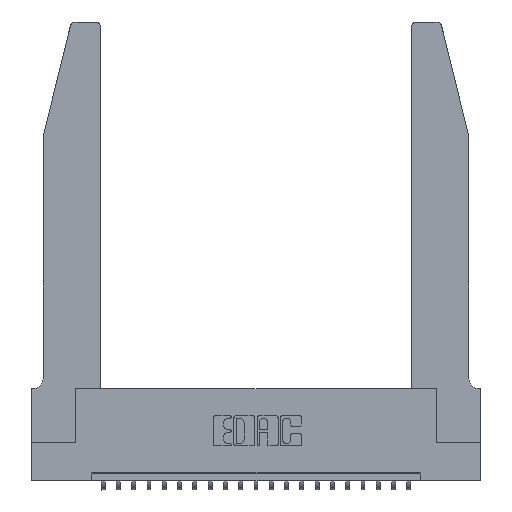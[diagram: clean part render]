
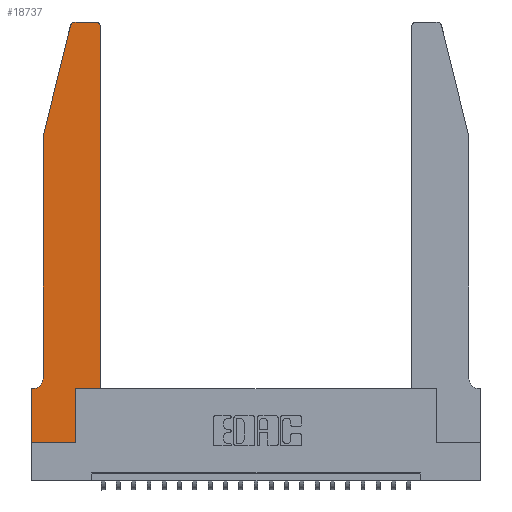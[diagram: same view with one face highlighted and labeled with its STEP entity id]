
A CAD part, top view. The second image highlights one B-rep face of the part: STEP entity #18737.
In plain terms, the highlighted planar face has unit normal (0, 0, 1).
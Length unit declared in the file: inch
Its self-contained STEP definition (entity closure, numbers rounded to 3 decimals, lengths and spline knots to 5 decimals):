
#202 = VERTEX_POINT ( 'NONE', #16525 ) ;
#722 = EDGE_CURVE ( 'NONE', #2602, #202, #16312, .T. ) ;
#906 = EDGE_CURVE ( 'NONE', #202, #5056, #7821, .T. ) ;
#1805 = VECTOR ( 'NONE', #13046, 39.37008 ) ;
#2054 = DIRECTION ( 'NONE',  ( 0., 0., 1. ) ) ;
#2274 = AXIS2_PLACEMENT_3D ( 'NONE', #12871, #2054, #18393 ) ;
#2584 = CARTESIAN_POINT ( 'NONE',  ( 0.4205, 2.75, 0.37 ) ) ;
#2602 = VERTEX_POINT ( 'NONE', #3364 ) ;
#2670 = DIRECTION ( 'NONE',  ( -1., 0., 0. ) ) ;
#2961 = LINE ( 'NONE', #13132, #1805 ) ;
#3141 = ORIENTED_EDGE ( 'NONE', *, *, #20488, .T. ) ;
#3147 = DIRECTION ( 'NONE',  ( -1., 0., 0. ) ) ;
#3299 = CARTESIAN_POINT ( 'NONE',  ( 0.2865, 0.35, 0.37 ) ) ;
#3348 = CARTESIAN_POINT ( 'NONE',  ( 0.2865, 0., 0.37 ) ) ;
#3364 = CARTESIAN_POINT ( 'NONE',  ( 0.4505, 0.35, 0.37 ) ) ;
#3371 = CIRCLE ( 'NONE', #13344, 0.07 ) ;
#3657 = VERTEX_POINT ( 'NONE', #3348 ) ;
#3661 = DIRECTION ( 'NONE',  ( 0., 0., 1. ) ) ;
#3686 = VECTOR ( 'NONE', #2670, 39.37008 ) ;
#3708 = CARTESIAN_POINT ( 'NONE',  ( 0.4505, 0.35, 0.37 ) ) ;
#4360 = VERTEX_POINT ( 'NONE', #3299 ) ;
#4395 = FACE_OUTER_BOUND ( 'NONE', #23479, .T. ) ;
#4980 = EDGE_CURVE ( 'NONE', #8660, #11521, #21818, .T. ) ;
#5056 = VERTEX_POINT ( 'NONE', #2584 ) ;
#5282 = VECTOR ( 'NONE', #11905, 39.37008 ) ;
#5465 = VERTEX_POINT ( 'NONE', #14058 ) ;
#5831 = VERTEX_POINT ( 'NONE', #5951 ) ;
#5951 = CARTESIAN_POINT ( 'NONE',  ( 0.0755, 2., 0.37 ) ) ;
#6116 = DIRECTION ( 'NONE',  ( -0.239, -0.971, 0. ) ) ;
#6129 = VECTOR ( 'NONE', #14311, 39.37008 ) ;
#6587 = VERTEX_POINT ( 'NONE', #14728 ) ;
#6609 = EDGE_CURVE ( 'NONE', #7693, #3657, #10124, .T. ) ;
#6682 = LINE ( 'NONE', #11416, #21674 ) ;
#6748 = ORIENTED_EDGE ( 'NONE', *, *, #18949, .T. ) ;
#7187 = EDGE_CURVE ( 'NONE', #5831, #5465, #9501, .T. ) ;
#7372 = VECTOR ( 'NONE', #12613, 39.37008 ) ;
#7693 = VERTEX_POINT ( 'NONE', #9500 ) ;
#7821 = CIRCLE ( 'NONE', #2274, 0.03 ) ;
#8166 = ORIENTED_EDGE ( 'NONE', *, *, #6609, .T. ) ;
#8660 = VERTEX_POINT ( 'NONE', #14321 ) ;
#9043 = CIRCLE ( 'NONE', #14880, 0.03 ) ;
#9299 = CARTESIAN_POINT ( 'NONE',  ( 0.2865, 0.35, 0.37 ) ) ;
#9500 = CARTESIAN_POINT ( 'NONE',  ( 0., 0., 0.37 ) ) ;
#9501 = LINE ( 'NONE', #21437, #22003 ) ;
#9667 = ORIENTED_EDGE ( 'NONE', *, *, #722, .T. ) ;
#10088 = LINE ( 'NONE', #17442, #5282 ) ;
#10124 = LINE ( 'NONE', #18428, #14635 ) ;
#10260 = CARTESIAN_POINT ( 'NONE',  ( 0.2605, 2.75, 0.37 ) ) ;
#10491 = ORIENTED_EDGE ( 'NONE', *, *, #906, .T. ) ;
#10633 = ORIENTED_EDGE ( 'NONE', *, *, #18434, .T. ) ;
#10653 = DIRECTION ( 'NONE',  ( 0., -1., 0. ) ) ;
#10992 = ORIENTED_EDGE ( 'NONE', *, *, #21811, .T. ) ;
#11192 = DIRECTION ( 'NONE',  ( 1., 0., 0. ) ) ;
#11416 = CARTESIAN_POINT ( 'NONE',  ( 0.0755, 2., 0.37 ) ) ;
#11521 = VERTEX_POINT ( 'NONE', #21148 ) ;
#11905 = DIRECTION ( 'NONE',  ( 0., -1., 0. ) ) ;
#11922 = ORIENTED_EDGE ( 'NONE', *, *, #12861, .T. ) ;
#12117 = VECTOR ( 'NONE', #3147, 39.37008 ) ;
#12446 = ORIENTED_EDGE ( 'NONE', *, *, #4980, .T. ) ;
#12613 = DIRECTION ( 'NONE',  ( 0., 1., 0. ) ) ;
#12651 = LINE ( 'NONE', #10260, #12117 ) ;
#12861 = EDGE_CURVE ( 'NONE', #4360, #2602, #2961, .T. ) ;
#12871 = CARTESIAN_POINT ( 'NONE',  ( 0.4205, 2.72, 0.37 ) ) ;
#13000 = LINE ( 'NONE', #9299, #7372 ) ;
#13046 = DIRECTION ( 'NONE',  ( 1., 0., 0. ) ) ;
#13132 = CARTESIAN_POINT ( 'NONE',  ( 0.4505, 0.35, 0.37 ) ) ;
#13344 = AXIS2_PLACEMENT_3D ( 'NONE', #15466, #13968, #17271 ) ;
#13657 = CARTESIAN_POINT ( 'NONE',  ( 0.0755, 0.35, 0.37 ) ) ;
#13968 = DIRECTION ( 'NONE',  ( 0., 0., -1. ) ) ;
#14058 = CARTESIAN_POINT ( 'NONE',  ( 0.0755, 0.42, 0.37 ) ) ;
#14311 = DIRECTION ( 'NONE',  ( 0., 1., 0. ) ) ;
#14321 = CARTESIAN_POINT ( 'NONE',  ( 0.0055, 0.35, 0.37 ) ) ;
#14484 = PLANE ( 'NONE',  #21696 ) ;
#14635 = VECTOR ( 'NONE', #11192, 39.37008 ) ;
#14717 = CARTESIAN_POINT ( 'NONE',  ( 0., 0.35, 0.37 ) ) ;
#14728 = CARTESIAN_POINT ( 'NONE',  ( 0.25487, 2.72718, 0.37 ) ) ;
#14880 = AXIS2_PLACEMENT_3D ( 'NONE', #18016, #21485, #19608 ) ;
#15403 = EDGE_CURVE ( 'NONE', #3657, #4360, #13000, .T. ) ;
#15466 = CARTESIAN_POINT ( 'NONE',  ( 0.0055, 0.42, 0.37 ) ) ;
#16312 = LINE ( 'NONE', #3708, #6129 ) ;
#16319 = DIRECTION ( 'NONE',  ( 1., 0., 0. ) ) ;
#16525 = CARTESIAN_POINT ( 'NONE',  ( 0.4505, 2.72, 0.37 ) ) ;
#17271 = DIRECTION ( 'NONE',  ( -1., 0., 0. ) ) ;
#17287 = EDGE_CURVE ( 'NONE', #5056, #18123, #12651, .T. ) ;
#17306 = CARTESIAN_POINT ( 'NONE',  ( 0.284, 2.75, 0.37 ) ) ;
#17442 = CARTESIAN_POINT ( 'NONE',  ( 0., 0., 0.37 ) ) ;
#18016 = CARTESIAN_POINT ( 'NONE',  ( 0.284, 2.72, 0.37 ) ) ;
#18123 = VERTEX_POINT ( 'NONE', #17306 ) ;
#18393 = DIRECTION ( 'NONE',  ( 1., 0., 0. ) ) ;
#18428 = CARTESIAN_POINT ( 'NONE',  ( 0., 0., 0.37 ) ) ;
#18434 = EDGE_CURVE ( 'NONE', #11521, #7693, #10088, .T. ) ;
#18687 = ORIENTED_EDGE ( 'NONE', *, *, #7187, .T. ) ;
#18737 = ADVANCED_FACE ( 'NONE', ( #4395 ), #14484, .T. ) ;
#18949 = EDGE_CURVE ( 'NONE', #6587, #5831, #6682, .T. ) ;
#19293 = ORIENTED_EDGE ( 'NONE', *, *, #15403, .T. ) ;
#19608 = DIRECTION ( 'NONE',  ( 1., 0., 0. ) ) ;
#20488 = EDGE_CURVE ( 'NONE', #5465, #8660, #3371, .T. ) ;
#21148 = CARTESIAN_POINT ( 'NONE',  ( 0., 0.35, 0.37 ) ) ;
#21217 = ORIENTED_EDGE ( 'NONE', *, *, #17287, .T. ) ;
#21437 = CARTESIAN_POINT ( 'NONE',  ( 0.0755, 2., 0.37 ) ) ;
#21485 = DIRECTION ( 'NONE',  ( 0., 0., 1. ) ) ;
#21674 = VECTOR ( 'NONE', #6116, 39.37008 ) ;
#21696 = AXIS2_PLACEMENT_3D ( 'NONE', #14717, #3661, #16319 ) ;
#21811 = EDGE_CURVE ( 'NONE', #18123, #6587, #9043, .T. ) ;
#21818 = LINE ( 'NONE', #13657, #3686 ) ;
#22003 = VECTOR ( 'NONE', #10653, 39.37008 ) ;
#23479 = EDGE_LOOP ( 'NONE', ( #21217, #10992, #6748, #18687, #3141, #12446, #10633, #8166, #19293, #11922, #9667, #10491 ) ) ;
